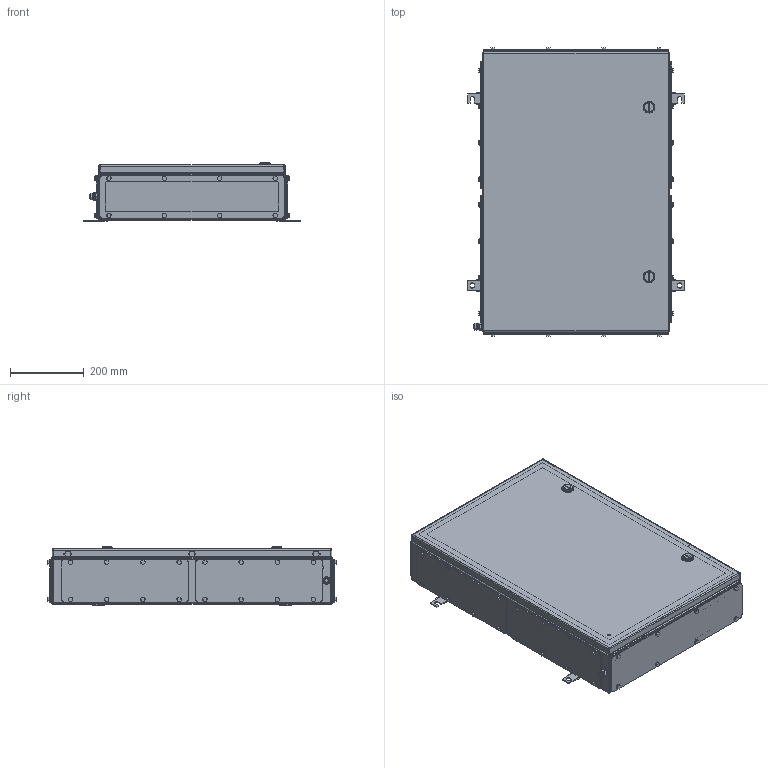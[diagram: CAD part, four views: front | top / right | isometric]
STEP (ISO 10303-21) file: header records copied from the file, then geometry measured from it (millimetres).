
FILE_DESCRIPTION(('CATIA V5 STEP Exchange','CAx-IF Rec.Pracs.--- Model Styling and Organization---1.4--- 2014-01-23'),'2;1');
FILE_NAME ('008854-8_3_1200820000_1200820000.stp','2019-09-23T09:40:20+00:00',('none'),('Weidmueller'),'CATIA Version 5-6 Release 2016 SP3 HF44','CATIA V5 STEP AP214','none');
FILE_SCHEMA(('AUTOMOTIVE_DESIGN { 1 0 10303 214 1 1 1 1 }'));
Products named in the file (1): ZUB_KTB_QL_765015_4GP
Bounding box: 589 x 784 x 159.8 mm (x, y, z)
Volume: 3027773.4 mm3; surface area: 3190167.3 mm2
Topology: 164 solids, 166 shells, 3156 faces, 7202 edges, 4541 vertices
Faces by surface type: cylinder 1458, plane 1338, cone 306, sphere 24, torus 22, bspline 8
Entity records: 84024 total; most frequent: CARTESIAN_POINT 17184, ORIENTED_EDGE 14120, DIRECTION 11263, EDGE_CURVE 7060, AXIS2_PLACEMENT_3D 5063, VERTEX_POINT 4541, VECTOR 3904, LINE 3904
